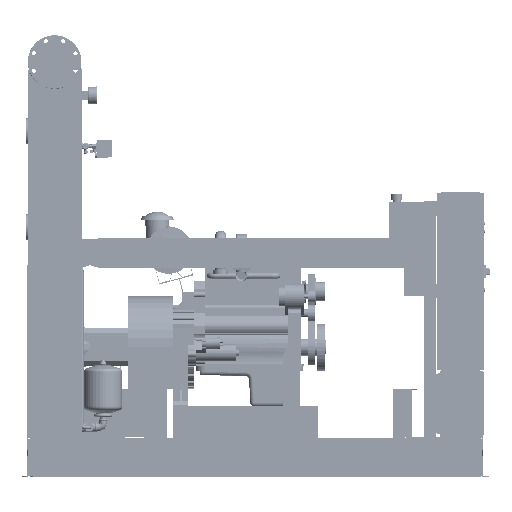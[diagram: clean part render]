
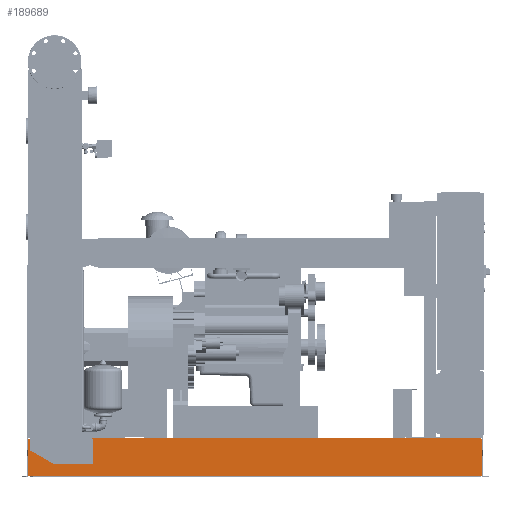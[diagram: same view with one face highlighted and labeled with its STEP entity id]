
A CAD part, front view. The second image highlights one B-rep face of the part: STEP entity #189689.
In plain terms, the highlighted free-form (B-spline) face has degree [1, 1] with [2, 2] control points.
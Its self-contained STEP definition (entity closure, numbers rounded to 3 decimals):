
#184630=CARTESIAN_POINT('',(-131.0,-738.5,202.));
#184631=VERTEX_POINT('',#184630);
#184638=CARTESIAN_POINT('',(-131.0,-738.5,208.));
#184639=VERTEX_POINT('',#184638);
#184640=CARTESIAN_POINT('',(-131.0,-738.5,202.));
#184641=DIRECTION('',(0.0,0.0,1.0));
#184642=VECTOR('',#184641,6.);
#184643=LINE('',#184640,#184642);
#184644=EDGE_CURVE('',#184631,#184639,#184643,.T.);
#187963=CARTESIAN_POINT('',(2263.0,-738.5,208.));
#187964=VERTEX_POINT('',#187963);
#187965=CARTESIAN_POINT('',(-131.0,-738.5,208.));
#187966=DIRECTION('',(1.0,0.0,0.0));
#187967=VECTOR('',#187966,2394.0);
#187968=LINE('',#187965,#187967);
#187969=EDGE_CURVE('',#184639,#187964,#187968,.T.);
#189266=CARTESIAN_POINT('',(2271.0,-738.5,202.));
#189267=VERTEX_POINT('',#189266);
#189274=CARTESIAN_POINT('',(2271.0,-738.5,112.689));
#189275=VERTEX_POINT('',#189274);
#189276=CARTESIAN_POINT('',(2271.0,-738.5,112.689));
#189277=DIRECTION('',(0.0,0.0,1.0));
#189278=VECTOR('',#189277,89.311);
#189279=LINE('',#189276,#189278);
#189280=EDGE_CURVE('',#189275,#189267,#189279,.T.);
#189603=CARTESIAN_POINT('',(-139.0,-738.5,3.));
#189604=CARTESIAN_POINT('',(-139.0,-738.5,208.));
#189605=CARTESIAN_POINT('',(2271.0,-738.5,3.));
#189606=CARTESIAN_POINT('',(2271.0,-738.5,208.));
#189607=B_SPLINE_SURFACE_WITH_KNOTS('',1,1,((#189603,#189605),(#189604,#189606)),.UNSPECIFIED.,.F.,.F.,.U.,(2,2),(2,2),(0.0,205.),(0.0,2410.0),.UNSPECIFIED.);
#189608=CARTESIAN_POINT('',(2271.0,-738.5,6.));
#189609=VERTEX_POINT('',#189608);
#189610=CARTESIAN_POINT('',(2271.0,-738.5,6.));
#189611=DIRECTION('',(0.0,0.0,1.0));
#189612=VECTOR('',#189611,106.689);
#189613=LINE('',#189610,#189612);
#189614=EDGE_CURVE('',#189609,#189275,#189613,.T.);
#189615=ORIENTED_EDGE('',*,*,#189614,.T.);
#189616=ORIENTED_EDGE('',*,*,#189280,.T.);
#189617=CARTESIAN_POINT('',(2263.0,-738.5,202.));
#189618=VERTEX_POINT('',#189617);
#189619=CARTESIAN_POINT('',(2271.0,-738.5,202.));
#189620=DIRECTION('',(-1.0,0.0,0.0));
#189621=VECTOR('',#189620,8.0);
#189622=LINE('',#189619,#189621);
#189623=EDGE_CURVE('',#189267,#189618,#189622,.T.);
#189624=ORIENTED_EDGE('',*,*,#189623,.T.);
#189625=CARTESIAN_POINT('',(2263.0,-738.5,208.));
#189626=DIRECTION('',(0.0,0.0,-1.0));
#189627=VECTOR('',#189626,6.);
#189628=LINE('',#189625,#189627);
#189629=EDGE_CURVE('',#187964,#189618,#189628,.T.);
#189630=ORIENTED_EDGE('',*,*,#189629,.F.);
#189631=ORIENTED_EDGE('',*,*,#187969,.F.);
#189632=ORIENTED_EDGE('',*,*,#184644,.F.);
#189633=CARTESIAN_POINT('',(-139.0,-738.5,202.));
#189634=VERTEX_POINT('',#189633);
#189635=CARTESIAN_POINT('',(-131.0,-738.5,202.));
#189636=DIRECTION('',(-1.0,0.0,0.0));
#189637=VECTOR('',#189636,8.0);
#189638=LINE('',#189635,#189637);
#189639=EDGE_CURVE('',#184631,#189634,#189638,.T.);
#189640=ORIENTED_EDGE('',*,*,#189639,.T.);
#189641=CARTESIAN_POINT('',(-139.0,-738.5,6.));
#189642=VERTEX_POINT('',#189641);
#189643=CARTESIAN_POINT('',(-139.0,-738.5,202.));
#189644=DIRECTION('',(0.0,0.0,-1.0));
#189645=VECTOR('',#189644,196.);
#189646=LINE('',#189643,#189645);
#189647=EDGE_CURVE('',#189634,#189642,#189646,.T.);
#189648=ORIENTED_EDGE('',*,*,#189647,.T.);
#189649=CARTESIAN_POINT('',(-131.0,-738.5,6.));
#189650=VERTEX_POINT('',#189649);
#189651=CARTESIAN_POINT('',(-139.0,-738.5,6.));
#189652=DIRECTION('',(1.0,0.0,0.0));
#189653=VECTOR('',#189652,8.0);
#189654=LINE('',#189651,#189653);
#189655=EDGE_CURVE('',#189642,#189650,#189654,.T.);
#189656=ORIENTED_EDGE('',*,*,#189655,.T.);
#189657=CARTESIAN_POINT('',(-131.0,-738.5,3.));
#189658=VERTEX_POINT('',#189657);
#189659=CARTESIAN_POINT('',(-131.0,-738.5,3.));
#189660=DIRECTION('',(0.0,0.0,1.0));
#189661=VECTOR('',#189660,3.);
#189662=LINE('',#189659,#189661);
#189663=EDGE_CURVE('',#189658,#189650,#189662,.T.);
#189664=ORIENTED_EDGE('',*,*,#189663,.F.);
#189665=CARTESIAN_POINT('',(2263.0,-738.5,3.));
#189666=VERTEX_POINT('',#189665);
#189667=CARTESIAN_POINT('',(2263.0,-738.5,3.));
#189668=DIRECTION('',(-1.0,0.0,0.0));
#189669=VECTOR('',#189668,2394.0);
#189670=LINE('',#189667,#189669);
#189671=EDGE_CURVE('',#189666,#189658,#189670,.T.);
#189672=ORIENTED_EDGE('',*,*,#189671,.F.);
#189673=CARTESIAN_POINT('',(2263.0,-738.5,6.));
#189674=VERTEX_POINT('',#189673);
#189675=CARTESIAN_POINT('',(2263.0,-738.5,6.));
#189676=DIRECTION('',(0.0,0.0,-1.0));
#189677=VECTOR('',#189676,3.);
#189678=LINE('',#189675,#189677);
#189679=EDGE_CURVE('',#189674,#189666,#189678,.T.);
#189680=ORIENTED_EDGE('',*,*,#189679,.F.);
#189681=CARTESIAN_POINT('',(2263.0,-738.5,6.));
#189682=DIRECTION('',(1.0,0.0,0.0));
#189683=VECTOR('',#189682,8.0);
#189684=LINE('',#189681,#189683);
#189685=EDGE_CURVE('',#189674,#189609,#189684,.T.);
#189686=ORIENTED_EDGE('',*,*,#189685,.T.);
#189687=EDGE_LOOP('',(#189615,#189616,#189624,#189630,#189631,#189632,#189640,#189648,#189656,#189664,#189672,#189680,#189686));
#189688=FACE_OUTER_BOUND('',#189687,.T.);
#189689=ADVANCED_FACE('',(#189688),#189607,.F.);
